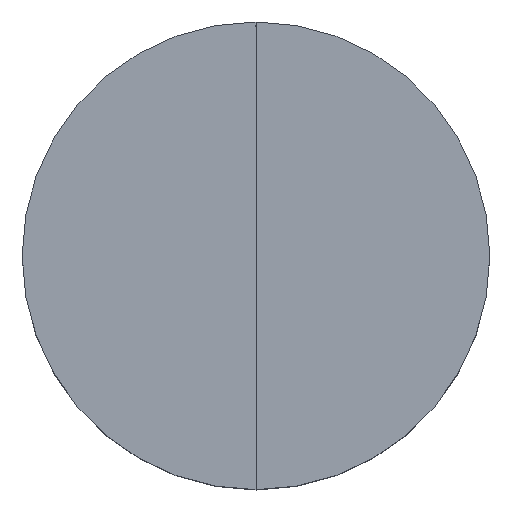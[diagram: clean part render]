
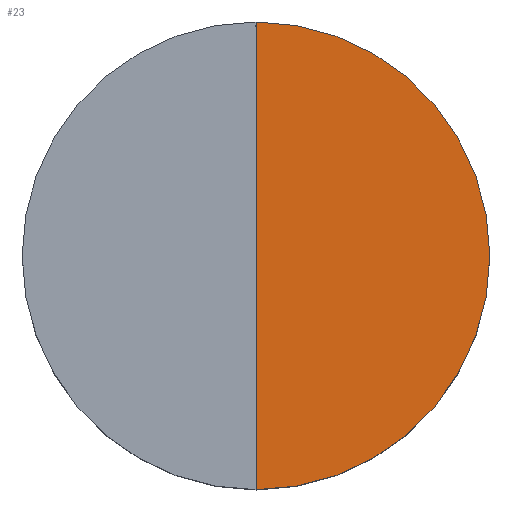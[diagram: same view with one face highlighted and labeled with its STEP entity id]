
A CAD part, top view. The second image highlights one B-rep face of the part: STEP entity #23.
In plain terms, the highlighted planar face has unit normal (0, 0, 1).
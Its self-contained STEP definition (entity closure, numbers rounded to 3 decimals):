
#23 = ADVANCED_FACE ( 'NONE', ( #1200 ), #1076, .T. ) ;
#117 = EDGE_CURVE ( 'NONE', #407, #526, #946, .T. ) ;
#129 = DIRECTION ( 'NONE',  ( 0., 0., 1. ) ) ;
#332 = EDGE_LOOP ( 'NONE', ( #1131, #1186 ) ) ;
#388 = DIRECTION ( 'NONE',  ( 1., 0., 0. ) ) ;
#407 = VERTEX_POINT ( 'NONE', #803 ) ;
#469 = LINE ( 'NONE', #1030, #958 ) ;
#515 = EDGE_CURVE ( 'NONE', #407, #526, #469, .T. ) ;
#525 = CARTESIAN_POINT ( 'NONE',  ( 0., 50., 20. ) ) ;
#526 = VERTEX_POINT ( 'NONE', #525 ) ;
#534 = AXIS2_PLACEMENT_3D ( 'NONE', #1240, #960, #388 ) ;
#712 = CARTESIAN_POINT ( 'NONE',  ( 0., 0., 20. ) ) ;
#803 = CARTESIAN_POINT ( 'NONE',  ( 0., -50., 20. ) ) ;
#854 = AXIS2_PLACEMENT_3D ( 'NONE', #712, #129, #1118 ) ;
#946 = CIRCLE ( 'NONE', #854, 50. ) ;
#958 = VECTOR ( 'NONE', #1099, 1000. ) ;
#960 = DIRECTION ( 'NONE',  ( 0., 0., 1. ) ) ;
#1030 = CARTESIAN_POINT ( 'NONE',  ( 0., 0., 20. ) ) ;
#1076 = PLANE ( 'NONE',  #534 ) ;
#1099 = DIRECTION ( 'NONE',  ( 0., 1., 0. ) ) ;
#1118 = DIRECTION ( 'NONE',  ( 1., 0., 0. ) ) ;
#1131 = ORIENTED_EDGE ( 'NONE', *, *, #515, .F. ) ;
#1186 = ORIENTED_EDGE ( 'NONE', *, *, #117, .T. ) ;
#1200 = FACE_OUTER_BOUND ( 'NONE', #332, .T. ) ;
#1240 = CARTESIAN_POINT ( 'NONE',  ( 0., 0., 20. ) ) ;
